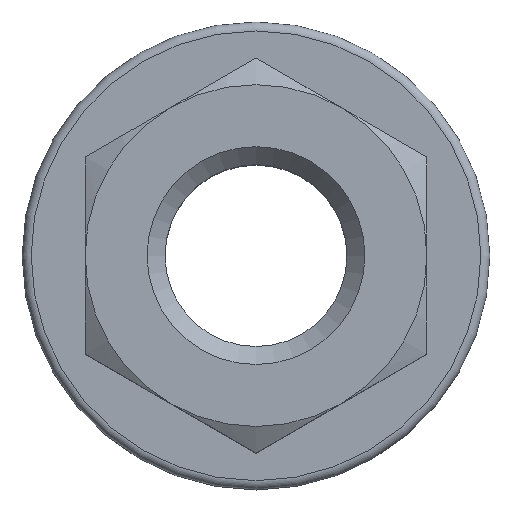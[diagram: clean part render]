
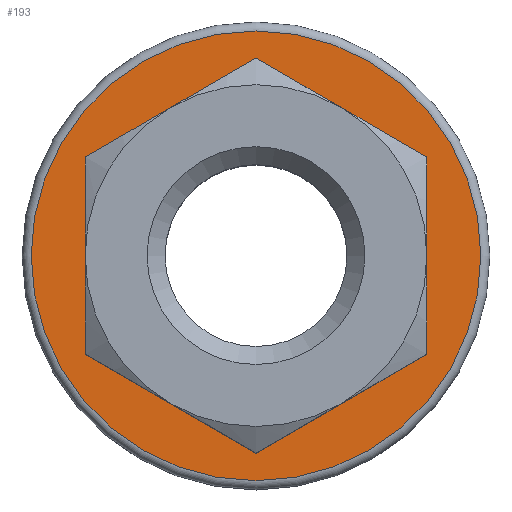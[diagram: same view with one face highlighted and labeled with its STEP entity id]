
A CAD part, top view. The second image highlights one B-rep face of the part: STEP entity #193.
In plain terms, the highlighted planar face has unit normal (0, 0, 1).
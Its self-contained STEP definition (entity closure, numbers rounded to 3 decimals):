
#193 = ADVANCED_FACE( '', ( #259, #260 ), #261, .T. );
#259 = FACE_OUTER_BOUND( '', #337, .T. );
#260 = FACE_BOUND( '', #338, .T. );
#261 = PLANE( '', #339 );
#337 = EDGE_LOOP( '', ( #476 ) );
#338 = EDGE_LOOP( '', ( #477, #478, #479, #480, #481, #482 ) );
#339 = AXIS2_PLACEMENT_3D( '', #483, #484, #485 );
#476 = ORIENTED_EDGE( '', *, *, #567, .T. );
#477 = ORIENTED_EDGE( '', *, *, #579, .T. );
#478 = ORIENTED_EDGE( '', *, *, #581, .T. );
#479 = ORIENTED_EDGE( '', *, *, #562, .T. );
#480 = ORIENTED_EDGE( '', *, *, #565, .T. );
#481 = ORIENTED_EDGE( '', *, *, #582, .T. );
#482 = ORIENTED_EDGE( '', *, *, #583, .T. );
#483 = CARTESIAN_POINT( '', ( 0., 0., 5.3 ) );
#484 = DIRECTION( '', ( 0., 0., 1. ) );
#485 = DIRECTION( '', ( 1., 0., 0. ) );
#562 = EDGE_CURVE( '', #622, #625, #627, .T. );
#565 = EDGE_CURVE( '', #625, #630, #632, .T. );
#567 = EDGE_CURVE( '', #635, #635, #636, .T. );
#579 = EDGE_CURVE( '', #651, #656, #658, .T. );
#581 = EDGE_CURVE( '', #656, #622, #660, .T. );
#582 = EDGE_CURVE( '', #630, #661, #662, .T. );
#583 = EDGE_CURVE( '', #661, #651, #663, .T. );
#622 = VERTEX_POINT( '', #716 );
#625 = VERTEX_POINT( '', #725 );
#627 = LINE( '', #728, #729 );
#630 = VERTEX_POINT( '', #739 );
#632 = LINE( '', #742, #743 );
#635 = VERTEX_POINT( '', #746 );
#636 = CIRCLE( '', #747, 12.5 );
#651 = VERTEX_POINT( '', #762 );
#656 = VERTEX_POINT( '', #780 );
#658 = LINE( '', #783, #784 );
#660 = LINE( '', #791, #792 );
#661 = VERTEX_POINT( '', #793 );
#662 = LINE( '', #794, #795 );
#663 = LINE( '', #796, #797 );
#716 = CARTESIAN_POINT( '', ( -9.5, 5.485, 5.3 ) );
#725 = CARTESIAN_POINT( '', ( 0., 10.97, 5.3 ) );
#728 = CARTESIAN_POINT( '', ( -9.5, 5.485, 5.3 ) );
#729 = VECTOR( '', #880, 1000. );
#739 = CARTESIAN_POINT( '', ( 9.5, 5.485, 5.3 ) );
#742 = CARTESIAN_POINT( '', ( 0., 10.97, 5.3 ) );
#743 = VECTOR( '', #882, 1000. );
#746 = CARTESIAN_POINT( '', ( 12.5, 0., 5.3 ) );
#747 = AXIS2_PLACEMENT_3D( '', #886, #887, #888 );
#762 = CARTESIAN_POINT( '', ( 0., -10.97, 5.3 ) );
#780 = CARTESIAN_POINT( '', ( -9.5, -5.485, 5.3 ) );
#783 = CARTESIAN_POINT( '', ( 0., -10.97, 5.3 ) );
#784 = VECTOR( '', #912, 1000. );
#791 = CARTESIAN_POINT( '', ( -9.5, -5.485, 5.3 ) );
#792 = VECTOR( '', #913, 1000. );
#793 = CARTESIAN_POINT( '', ( 9.5, -5.485, 5.3 ) );
#794 = CARTESIAN_POINT( '', ( 9.5, 5.485, 5.3 ) );
#795 = VECTOR( '', #914, 1000. );
#796 = CARTESIAN_POINT( '', ( 9.5, -5.485, 5.3 ) );
#797 = VECTOR( '', #915, 1000. );
#880 = DIRECTION( '', ( 0.866, 0.5, 0. ) );
#882 = DIRECTION( '', ( 0.866, -0.5, 0. ) );
#886 = CARTESIAN_POINT( '', ( 0., 0., 5.3 ) );
#887 = DIRECTION( '', ( 0., 0., 1. ) );
#888 = DIRECTION( '', ( 1., 0., 0. ) );
#912 = DIRECTION( '', ( -0.866, 0.5, 0. ) );
#913 = DIRECTION( '', ( 0., 1., 0. ) );
#914 = DIRECTION( '', ( 0., -1., 0. ) );
#915 = DIRECTION( '', ( -0.866, -0.5, 0. ) );
